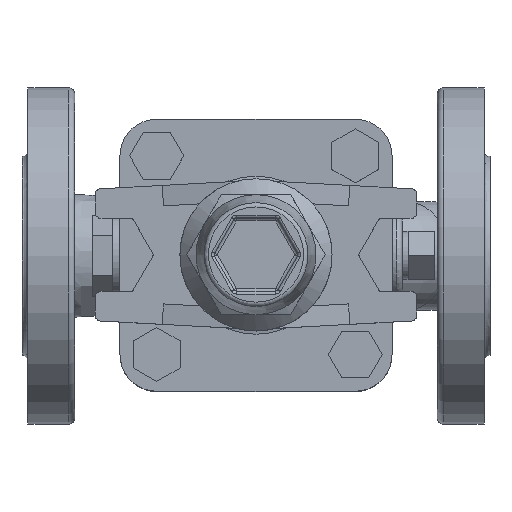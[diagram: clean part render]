
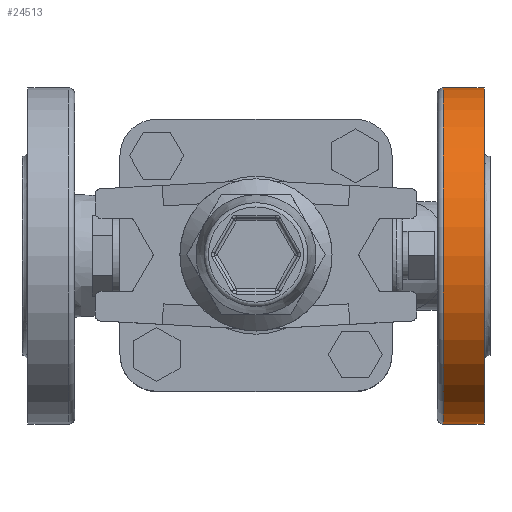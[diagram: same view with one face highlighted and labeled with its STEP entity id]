
A CAD part, top view. The second image highlights one B-rep face of the part: STEP entity #24513.
In plain terms, the highlighted cylindrical face has radius 57.5 mm (diameter 115 mm), a full revolution.
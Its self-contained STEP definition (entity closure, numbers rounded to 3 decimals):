
#24408=CARTESIAN_POINT('',(78.0,0.,-10.0));
#24409=VERTEX_POINT('',#24408);
#24410=CARTESIAN_POINT('',(78.0,0.0,47.5));
#24411=DIRECTION('',(-1.0,0.0,0.0));
#24412=DIRECTION('',(0.0,0.0,1.0));
#24413=AXIS2_PLACEMENT_3D('',#24410,#24411,#24412);
#24414=CIRCLE('',#24413,57.5);
#24415=EDGE_CURVE('',#24409,#24409,#24414,.T.);
#24494=CARTESIAN_POINT('',(80.0,0.0,47.5));
#24495=DIRECTION('',(-1.0,0.0,0.0));
#24496=DIRECTION('',(0.0,0.0,1.0));
#24497=AXIS2_PLACEMENT_3D('',#24494,#24495,#24496);
#24498=CYLINDRICAL_SURFACE('',#24497,57.5);
#24499=ORIENTED_EDGE('',*,*,#24415,.T.);
#24500=EDGE_LOOP('',(#24499));
#24501=FACE_OUTER_BOUND('',#24500,.T.);
#24502=CARTESIAN_POINT('',(64.0,0.,-10.0));
#24503=VERTEX_POINT('',#24502);
#24504=CARTESIAN_POINT('',(64.0,0.0,47.5));
#24505=DIRECTION('',(-1.0,0.0,0.0));
#24506=DIRECTION('',(0.0,0.0,1.0));
#24507=AXIS2_PLACEMENT_3D('',#24504,#24505,#24506);
#24508=CIRCLE('',#24507,57.5);
#24509=EDGE_CURVE('',#24503,#24503,#24508,.T.);
#24510=ORIENTED_EDGE('',*,*,#24509,.F.);
#24511=EDGE_LOOP('',(#24510));
#24512=FACE_BOUND('',#24511,.T.);
#24513=ADVANCED_FACE('',(#24501,#24512),#24498,.T.);
